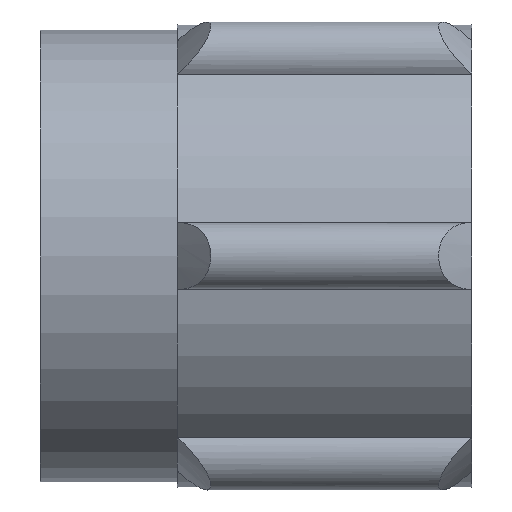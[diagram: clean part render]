
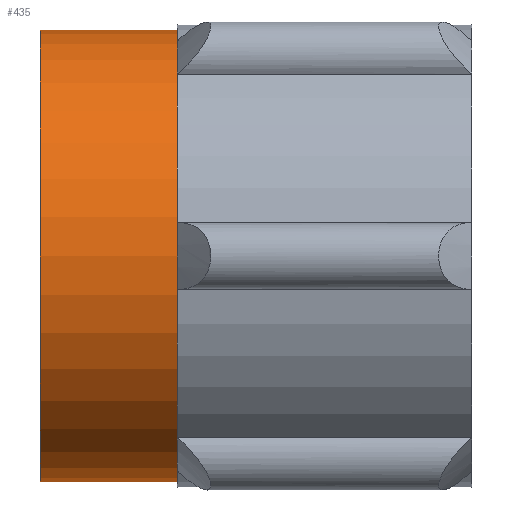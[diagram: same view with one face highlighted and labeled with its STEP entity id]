
A CAD part, front view. The second image highlights one B-rep face of the part: STEP entity #435.
In plain terms, the highlighted cylindrical face has radius 5.75 mm (diameter 11.5 mm), a full revolution.
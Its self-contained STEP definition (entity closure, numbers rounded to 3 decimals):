
#77=ORIENTED_EDGE('',*,*,#195,.F.);
#78=ORIENTED_EDGE('',*,*,#196,.T.);
#195=EDGE_CURVE('',#254,#254,#289,.T.);
#196=EDGE_CURVE('',#255,#255,#290,.T.);
#254=VERTEX_POINT('',#714);
#255=VERTEX_POINT('',#716);
#289=CIRCLE('',#485,5.75);
#290=CIRCLE('',#486,5.75);
#324=EDGE_LOOP('',(#77));
#325=EDGE_LOOP('',(#78));
#372=FACE_BOUND('',#324,.T.);
#373=FACE_BOUND('',#325,.T.);
#420=CYLINDRICAL_SURFACE('',#484,5.75);
#435=ADVANCED_FACE('',(#372,#373),#420,.T.);
#484=AXIS2_PLACEMENT_3D('',#712,#557,#558);
#485=AXIS2_PLACEMENT_3D('',#713,#559,#560);
#486=AXIS2_PLACEMENT_3D('',#715,#561,#562);
#557=DIRECTION('',(1.,0.,0.));
#558=DIRECTION('',(0.,0.,-1.));
#559=DIRECTION('',(1.,0.,0.));
#560=DIRECTION('',(0.,0.,-1.));
#561=DIRECTION('',(1.,0.,0.));
#562=DIRECTION('',(0.,0.,-1.));
#712=CARTESIAN_POINT('',(11.,0.,0.));
#713=CARTESIAN_POINT('',(3.5,0.,0.));
#714=CARTESIAN_POINT('',(3.5,0.,-5.75));
#715=CARTESIAN_POINT('',(0.,0.,0.));
#716=CARTESIAN_POINT('',(0.,0.,-5.75));
